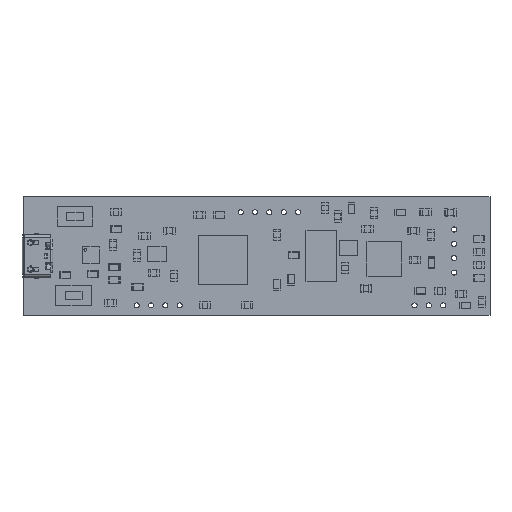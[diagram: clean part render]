
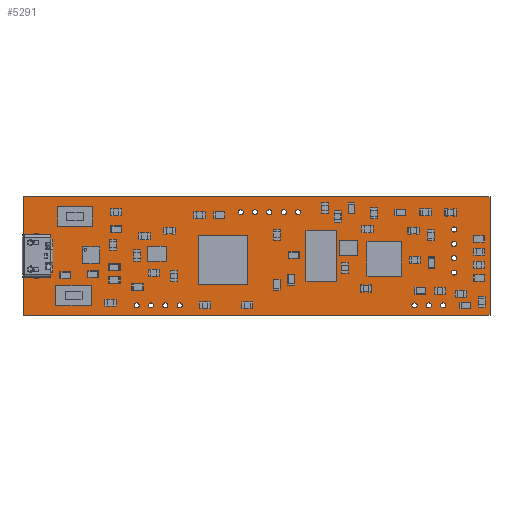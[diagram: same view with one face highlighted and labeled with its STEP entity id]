
A CAD part, top view. The second image highlights one B-rep face of the part: STEP entity #5291.
In plain terms, the highlighted planar face has unit normal (0, 0, 1).
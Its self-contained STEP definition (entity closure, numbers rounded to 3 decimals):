
#5291=ADVANCED_FACE('',(#18228,#18230,#18232,#18234,#18236,#18238,#18240,#18242,
#18244,#18246,#18248,#18250,#18252,#18254,#18256,#18258,#18260),#18262,.F.);
#18228=FACE_BOUND('',#18229,.T.);
#18229=EDGE_LOOP('',(#28922,#28923,#28924,#28925));
#18230=FACE_BOUND('',#18231,.T.);
#18231=EDGE_LOOP('',(#28926));
#18232=FACE_BOUND('',#18233,.T.);
#18233=EDGE_LOOP('',(#28927));
#18234=FACE_BOUND('',#18235,.T.);
#18235=EDGE_LOOP('',(#28928));
#18236=FACE_BOUND('',#18237,.T.);
#18237=EDGE_LOOP('',(#28929));
#18238=FACE_BOUND('',#18239,.T.);
#18239=EDGE_LOOP('',(#28930));
#18240=FACE_BOUND('',#18241,.T.);
#18241=EDGE_LOOP('',(#28931));
#18242=FACE_BOUND('',#18243,.T.);
#18243=EDGE_LOOP('',(#28932));
#18244=FACE_BOUND('',#18245,.T.);
#18245=EDGE_LOOP('',(#28933));
#18246=FACE_BOUND('',#18247,.T.);
#18247=EDGE_LOOP('',(#28934));
#18248=FACE_BOUND('',#18249,.T.);
#18249=EDGE_LOOP('',(#28935));
#18250=FACE_BOUND('',#18251,.T.);
#18251=EDGE_LOOP('',(#28936));
#18252=FACE_BOUND('',#18253,.T.);
#18253=EDGE_LOOP('',(#28937));
#18254=FACE_BOUND('',#18255,.T.);
#18255=EDGE_LOOP('',(#28938));
#18256=FACE_BOUND('',#18257,.T.);
#18257=EDGE_LOOP('',(#28939));
#18258=FACE_BOUND('',#18259,.T.);
#18259=EDGE_LOOP('',(#28940));
#18260=FACE_BOUND('',#18261,.T.);
#18261=EDGE_LOOP('',(#28941));
#18262=PLANE('',#18263);
#18263=AXIS2_PLACEMENT_3D('',#18264,#18265,#18266);
#18264=CARTESIAN_POINT('',(160.475,80.75,1.591));
#18265=DIRECTION('',(-0.,0.,-1.));
#18266=DIRECTION('',(-1.,0.,0.));
#28922=ORIENTED_EDGE('',*,*,#35834,.T.);
#28923=ORIENTED_EDGE('',*,*,#35838,.T.);
#28924=ORIENTED_EDGE('',*,*,#35841,.T.);
#28925=ORIENTED_EDGE('',*,*,#35843,.T.);
#28926=ORIENTED_EDGE('',*,*,#35844,.F.);
#28927=ORIENTED_EDGE('',*,*,#35846,.F.);
#28928=ORIENTED_EDGE('',*,*,#35848,.F.);
#28929=ORIENTED_EDGE('',*,*,#35850,.F.);
#28930=ORIENTED_EDGE('',*,*,#35852,.F.);
#28931=ORIENTED_EDGE('',*,*,#35854,.F.);
#28932=ORIENTED_EDGE('',*,*,#35856,.F.);
#28933=ORIENTED_EDGE('',*,*,#35858,.F.);
#28934=ORIENTED_EDGE('',*,*,#35860,.F.);
#28935=ORIENTED_EDGE('',*,*,#35862,.F.);
#28936=ORIENTED_EDGE('',*,*,#35864,.F.);
#28937=ORIENTED_EDGE('',*,*,#35866,.F.);
#28938=ORIENTED_EDGE('',*,*,#35868,.F.);
#28939=ORIENTED_EDGE('',*,*,#35870,.F.);
#28940=ORIENTED_EDGE('',*,*,#35872,.F.);
#28941=ORIENTED_EDGE('',*,*,#35874,.F.);
#35834=EDGE_CURVE('',#39326,#39324,#39327,.T.);
#35838=EDGE_CURVE('',#39324,#39331,#39333,.T.);
#35841=EDGE_CURVE('',#39331,#39336,#39338,.T.);
#35843=EDGE_CURVE('',#39336,#39326,#39340,.T.);
#35844=EDGE_CURVE('',#39341,#39341,#39342,.T.);
#35846=EDGE_CURVE('',#39345,#39345,#39346,.T.);
#35848=EDGE_CURVE('',#39349,#39349,#39350,.T.);
#35850=EDGE_CURVE('',#39353,#39353,#39354,.T.);
#35852=EDGE_CURVE('',#39357,#39357,#39358,.T.);
#35854=EDGE_CURVE('',#39361,#39361,#39362,.T.);
#35856=EDGE_CURVE('',#39365,#39365,#39366,.T.);
#35858=EDGE_CURVE('',#39369,#39369,#39370,.T.);
#35860=EDGE_CURVE('',#39373,#39373,#39374,.T.);
#35862=EDGE_CURVE('',#39377,#39377,#39378,.T.);
#35864=EDGE_CURVE('',#39381,#39381,#39382,.T.);
#35866=EDGE_CURVE('',#39385,#39385,#39386,.T.);
#35868=EDGE_CURVE('',#39389,#39389,#39390,.T.);
#35870=EDGE_CURVE('',#39393,#39393,#39394,.T.);
#35872=EDGE_CURVE('',#39397,#39397,#39398,.T.);
#35874=EDGE_CURVE('',#39401,#39401,#39402,.T.);
#39324=VERTEX_POINT('',#44911);
#39326=VERTEX_POINT('',#44915);
#39327=LINE('',#44916,#44917);
#39331=VERTEX_POINT('',#44926);
#39333=LINE('',#44930,#44931);
#39336=VERTEX_POINT('',#44937);
#39338=LINE('',#44941,#44942);
#39340=LINE('',#44947,#44948);
#39341=VERTEX_POINT('',#44950);
#39342=CIRCLE('',#44951,0.45);
#39345=VERTEX_POINT('',#44960);
#39346=CIRCLE('',#44961,0.45);
#39349=VERTEX_POINT('',#44970);
#39350=CIRCLE('',#44971,0.45);
#39353=VERTEX_POINT('',#44980);
#39354=CIRCLE('',#44981,0.45);
#39357=VERTEX_POINT('',#44990);
#39358=CIRCLE('',#44991,0.45);
#39361=VERTEX_POINT('',#45000);
#39362=CIRCLE('',#45001,0.45);
#39365=VERTEX_POINT('',#45010);
#39366=CIRCLE('',#45011,0.45);
#39369=VERTEX_POINT('',#45020);
#39370=CIRCLE('',#45021,0.45);
#39373=VERTEX_POINT('',#45030);
#39374=CIRCLE('',#45031,0.45);
#39377=VERTEX_POINT('',#45040);
#39378=CIRCLE('',#45041,0.45);
#39381=VERTEX_POINT('',#45050);
#39382=CIRCLE('',#45051,0.45);
#39385=VERTEX_POINT('',#45060);
#39386=CIRCLE('',#45061,0.45);
#39389=VERTEX_POINT('',#45070);
#39390=CIRCLE('',#45071,0.45);
#39393=VERTEX_POINT('',#45080);
#39394=CIRCLE('',#45081,0.45);
#39397=VERTEX_POINT('',#45090);
#39398=CIRCLE('',#45091,0.45);
#39401=VERTEX_POINT('',#45100);
#39402=CIRCLE('',#45101,0.45);
#44911=CARTESIAN_POINT('',(77.875,80.75,1.591));
#44915=CARTESIAN_POINT('',(160.475,80.75,1.591));
#44916=CARTESIAN_POINT('',(160.475,80.75,1.591));
#44917=VECTOR('',#44918,1.);
#44918=DIRECTION('',(-1.,0.,0.));
#44926=CARTESIAN_POINT('',(77.875,59.75,1.591));
#44930=CARTESIAN_POINT('',(77.875,80.75,1.591));
#44931=VECTOR('',#44932,1.);
#44932=DIRECTION('',(0.,-1.,0.));
#44937=CARTESIAN_POINT('',(160.475,59.75,1.591));
#44941=CARTESIAN_POINT('',(77.875,59.75,1.591));
#44942=VECTOR('',#44943,1.);
#44943=DIRECTION('',(1.,0.,0.));
#44947=CARTESIAN_POINT('',(160.475,59.75,1.591));
#44948=VECTOR('',#44949,1.);
#44949=DIRECTION('',(0.,1.,0.));
#44950=CARTESIAN_POINT('',(100.91,61.5,1.591));
#44951=AXIS2_PLACEMENT_3D('',#44952,#44953,#44954);
#44952=CARTESIAN_POINT('',(100.46,61.5,1.591));
#44953=DIRECTION('',(0.,0.,1.));
#44954=DIRECTION('',(1.,0.,0.));
#44960=CARTESIAN_POINT('',(98.37,61.5,1.591));
#44961=AXIS2_PLACEMENT_3D('',#44962,#44963,#44964);
#44962=CARTESIAN_POINT('',(97.92,61.5,1.591));
#44963=DIRECTION('',(0.,0.,1.));
#44964=DIRECTION('',(1.,0.,0.));
#44970=CARTESIAN_POINT('',(105.99,61.5,1.591));
#44971=AXIS2_PLACEMENT_3D('',#44972,#44973,#44974);
#44972=CARTESIAN_POINT('',(105.54,61.5,1.591));
#44973=DIRECTION('',(0.,0.,1.));
#44974=DIRECTION('',(1.,0.,0.));
#44980=CARTESIAN_POINT('',(103.45,61.5,1.591));
#44981=AXIS2_PLACEMENT_3D('',#44982,#44983,#44984);
#44982=CARTESIAN_POINT('',(103.,61.5,1.591));
#44983=DIRECTION('',(0.,0.,1.));
#44984=DIRECTION('',(1.,0.,0.));
#44990=CARTESIAN_POINT('',(119.33,78.,1.591));
#44991=AXIS2_PLACEMENT_3D('',#44992,#44993,#44994);
#44992=CARTESIAN_POINT('',(118.88,78.,1.591));
#44993=DIRECTION('',(0.,0.,1.));
#44994=DIRECTION('',(1.,0.,0.));
#45000=CARTESIAN_POINT('',(116.79,78.,1.591));
#45001=AXIS2_PLACEMENT_3D('',#45002,#45003,#45004);
#45002=CARTESIAN_POINT('',(116.34,78.,1.591));
#45003=DIRECTION('',(0.,0.,1.));
#45004=DIRECTION('',(1.,0.,0.));
#45010=CARTESIAN_POINT('',(124.41,78.,1.591));
#45011=AXIS2_PLACEMENT_3D('',#45012,#45013,#45014);
#45012=CARTESIAN_POINT('',(123.96,78.,1.591));
#45013=DIRECTION('',(0.,0.,1.));
#45014=DIRECTION('',(1.,0.,0.));
#45020=CARTESIAN_POINT('',(121.87,78.,1.591));
#45021=AXIS2_PLACEMENT_3D('',#45022,#45023,#45024);
#45022=CARTESIAN_POINT('',(121.42,78.,1.591));
#45023=DIRECTION('',(0.,0.,1.));
#45024=DIRECTION('',(1.,0.,0.));
#45030=CARTESIAN_POINT('',(150.1,61.5,1.591));
#45031=AXIS2_PLACEMENT_3D('',#45032,#45033,#45034);
#45032=CARTESIAN_POINT('',(149.65,61.5,1.591));
#45033=DIRECTION('',(0.,0.,1.));
#45034=DIRECTION('',(1.,0.,0.));
#45040=CARTESIAN_POINT('',(147.56,61.5,1.591));
#45041=AXIS2_PLACEMENT_3D('',#45042,#45043,#45044);
#45042=CARTESIAN_POINT('',(147.11,61.5,1.591));
#45043=DIRECTION('',(0.,0.,1.));
#45044=DIRECTION('',(1.,0.,0.));
#45050=CARTESIAN_POINT('',(152.64,61.5,1.591));
#45051=AXIS2_PLACEMENT_3D('',#45052,#45053,#45054);
#45052=CARTESIAN_POINT('',(152.19,61.5,1.591));
#45053=DIRECTION('',(0.,0.,1.));
#45054=DIRECTION('',(1.,0.,0.));
#45060=CARTESIAN_POINT('',(154.575,67.32,1.591));
#45061=AXIS2_PLACEMENT_3D('',#45062,#45063,#45064);
#45062=CARTESIAN_POINT('',(154.125,67.32,1.591));
#45063=DIRECTION('',(0.,0.,1.));
#45064=DIRECTION('',(1.,0.,0.));
#45070=CARTESIAN_POINT('',(154.575,74.94,1.591));
#45071=AXIS2_PLACEMENT_3D('',#45072,#45073,#45074);
#45072=CARTESIAN_POINT('',(154.125,74.94,1.591));
#45073=DIRECTION('',(0.,0.,1.));
#45074=DIRECTION('',(1.,0.,0.));
#45080=CARTESIAN_POINT('',(126.95,78.,1.591));
#45081=AXIS2_PLACEMENT_3D('',#45082,#45083,#45084);
#45082=CARTESIAN_POINT('',(126.5,78.,1.591));
#45083=DIRECTION('',(0.,0.,1.));
#45084=DIRECTION('',(1.,0.,0.));
#45090=CARTESIAN_POINT('',(154.575,69.86,1.591));
#45091=AXIS2_PLACEMENT_3D('',#45092,#45093,#45094);
#45092=CARTESIAN_POINT('',(154.125,69.86,1.591));
#45093=DIRECTION('',(0.,0.,1.));
#45094=DIRECTION('',(1.,0.,0.));
#45100=CARTESIAN_POINT('',(154.575,72.4,1.591));
#45101=AXIS2_PLACEMENT_3D('',#45102,#45103,#45104);
#45102=CARTESIAN_POINT('',(154.125,72.4,1.591));
#45103=DIRECTION('',(0.,0.,1.));
#45104=DIRECTION('',(1.,0.,0.));
